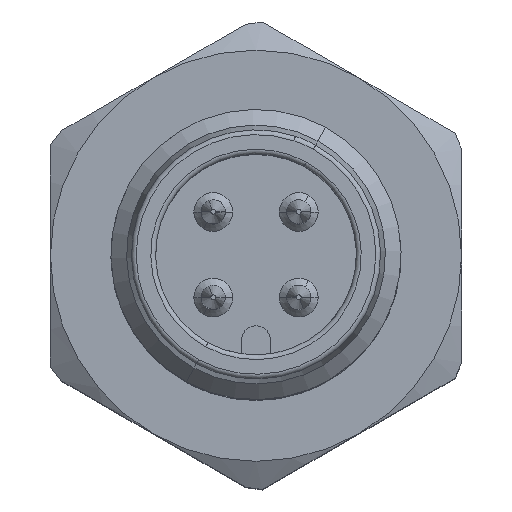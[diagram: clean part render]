
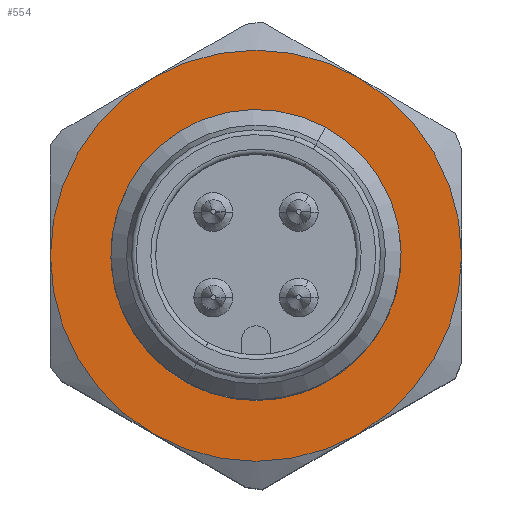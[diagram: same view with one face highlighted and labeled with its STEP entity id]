
A CAD part, top view. The second image highlights one B-rep face of the part: STEP entity #554.
In plain terms, the highlighted planar face has unit normal (0, 0, 1).
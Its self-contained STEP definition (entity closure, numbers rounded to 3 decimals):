
#554=ADVANCED_FACE('Body.8',(#1114,#1115),#1116,.F.);
#1114=FACE_OUTER_BOUND('',#1678,.T.);
#1115=FACE_BOUND('',#1679,.T.);
#1116=PLANE('',#1680);
#1678=EDGE_LOOP('',(#3118,#3119,#3120,#3121,#3122,#3123));
#1679=EDGE_LOOP('',(#3124,#3125,#3126));
#1680=AXIS2_PLACEMENT_3D('',#3127,#3128,#3129);
#3118=ORIENTED_EDGE('',*,*,#3691,.F.);
#3119=ORIENTED_EDGE('',*,*,#3705,.F.);
#3120=ORIENTED_EDGE('',*,*,#3719,.F.);
#3121=ORIENTED_EDGE('',*,*,#3733,.F.);
#3122=ORIENTED_EDGE('',*,*,#3664,.F.);
#3123=ORIENTED_EDGE('',*,*,#3677,.F.);
#3124=ORIENTED_EDGE('',*,*,#3660,.F.);
#3125=ORIENTED_EDGE('',*,*,#3746,.F.);
#3126=ORIENTED_EDGE('',*,*,#3747,.F.);
#3127=CARTESIAN_POINT('',(0.,0.,17.0));
#3128=DIRECTION('',(0.0,0.0,-1.0));
#3129=DIRECTION('',(0.0,-1.0,0.0));
#3660=EDGE_CURVE('',#4426,#4422,#4428,.F.);
#3664=EDGE_CURVE('',#4433,#4435,#4436,.F.);
#3677=EDGE_CURVE('',#4454,#4433,#4456,.F.);
#3691=EDGE_CURVE('',#4474,#4454,#4476,.F.);
#3705=EDGE_CURVE('',#4494,#4474,#4496,.F.);
#3719=EDGE_CURVE('',#4514,#4494,#4516,.F.);
#3733=EDGE_CURVE('',#4435,#4514,#4535,.F.);
#3746=EDGE_CURVE('',#4550,#4426,#4551,.F.);
#3747=EDGE_CURVE('',#4422,#4550,#4552,.F.);
#4422=VERTEX_POINT('',#5601);
#4426=VERTEX_POINT('',#5606);
#4428=CIRCLE('',#5609,5.8);
#4433=VERTEX_POINT('',#5617);
#4435=VERTEX_POINT('',#5623);
#4436=CIRCLE('',#5624,8.5);
#4454=VERTEX_POINT('',#5662);
#4456=CIRCLE('',#5668,8.5);
#4474=VERTEX_POINT('',#5706);
#4476=CIRCLE('',#5712,8.5);
#4494=VERTEX_POINT('',#5750);
#4496=CIRCLE('',#5756,8.5);
#4514=VERTEX_POINT('',#5794);
#4516=CIRCLE('',#5800,8.5);
#4535=CIRCLE('',#5843,8.5);
#4550=VERTEX_POINT('',#5875);
#4551=CIRCLE('',#5876,5.8);
#4552=CIRCLE('',#5877,5.8);
#5601=CARTESIAN_POINT('',(0.137,5.798,17.0));
#5606=CARTESIAN_POINT('',(5.09,2.781,17.0));
#5609=AXIS2_PLACEMENT_3D('',#6514,#6515,#6516);
#5617=CARTESIAN_POINT('',(4.25,-7.361,17.));
#5623=CARTESIAN_POINT('',(-4.25,-7.361,17.));
#5624=AXIS2_PLACEMENT_3D('',#6517,#6518,#6519);
#5662=CARTESIAN_POINT('',(8.5,0.,17.0));
#5668=AXIS2_PLACEMENT_3D('',#6525,#6526,#6527);
#5706=CARTESIAN_POINT('',(4.25,7.361,17.));
#5712=AXIS2_PLACEMENT_3D('',#6533,#6534,#6535);
#5750=CARTESIAN_POINT('',(-4.25,7.361,17.));
#5756=AXIS2_PLACEMENT_3D('',#6541,#6542,#6543);
#5794=CARTESIAN_POINT('',(-8.5,0.,17.0));
#5800=AXIS2_PLACEMENT_3D('',#6549,#6550,#6551);
#5843=AXIS2_PLACEMENT_3D('',#6557,#6558,#6559);
#5875=CARTESIAN_POINT('',(-5.09,-2.781,17.0));
#5876=AXIS2_PLACEMENT_3D('',#6565,#6566,#6567);
#5877=AXIS2_PLACEMENT_3D('',#6568,#6569,#6570);
#6514=CARTESIAN_POINT('',(0.,0.,17.0));
#6515=DIRECTION('',(0.0,0.0,-1.0));
#6516=DIRECTION('',(1.0,0.0,0.0));
#6517=CARTESIAN_POINT('',(0.0,0.0,17.0));
#6518=DIRECTION('',(0.0,0.0,1.0));
#6519=DIRECTION('',(1.0,0.0,0.0));
#6525=CARTESIAN_POINT('',(0.0,0.0,17.0));
#6526=DIRECTION('',(0.0,0.0,1.0));
#6527=DIRECTION('',(1.0,0.0,0.0));
#6533=CARTESIAN_POINT('',(0.0,0.0,17.0));
#6534=DIRECTION('',(-0.0,0.0,1.0));
#6535=DIRECTION('',(1.0,0.0,0.0));
#6541=CARTESIAN_POINT('',(0.0,0.0,17.0));
#6542=DIRECTION('',(-0.0,0.0,1.0));
#6543=DIRECTION('',(1.0,0.0,0.0));
#6549=CARTESIAN_POINT('',(0.0,0.0,17.0));
#6550=DIRECTION('',(-0.0,0.0,1.0));
#6551=DIRECTION('',(1.0,0.0,0.0));
#6557=CARTESIAN_POINT('',(0.0,0.0,17.0));
#6558=DIRECTION('',(0.0,0.0,1.0));
#6559=DIRECTION('',(1.0,0.0,0.0));
#6565=CARTESIAN_POINT('',(0.,0.,17.0));
#6566=DIRECTION('',(0.0,0.0,-1.0));
#6567=DIRECTION('',(1.0,0.0,0.0));
#6568=CARTESIAN_POINT('',(0.,0.,17.0));
#6569=DIRECTION('',(0.0,0.0,-1.0));
#6570=DIRECTION('',(1.0,0.0,0.0));
